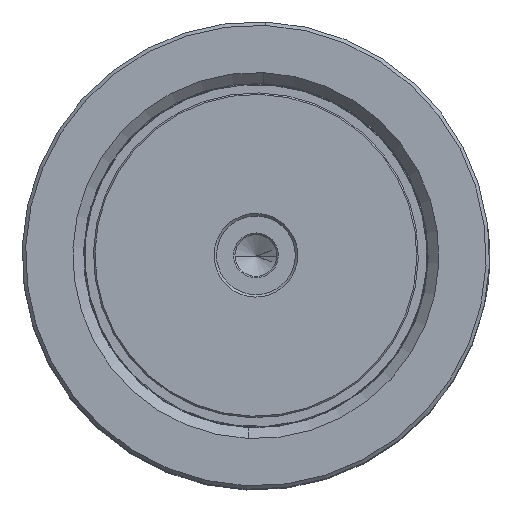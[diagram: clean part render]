
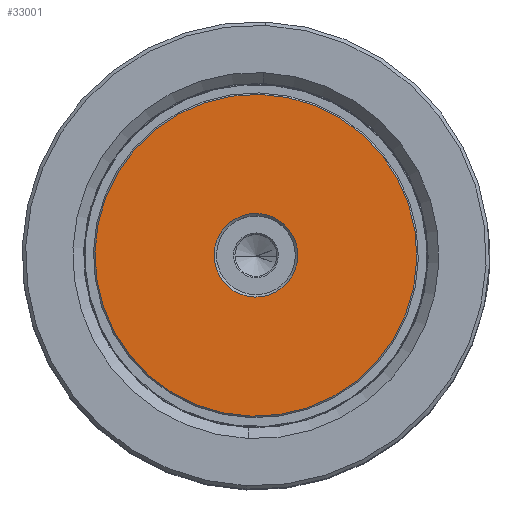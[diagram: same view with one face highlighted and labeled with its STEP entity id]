
A CAD part, top view. The second image highlights one B-rep face of the part: STEP entity #33001.
In plain terms, the highlighted face is planar.
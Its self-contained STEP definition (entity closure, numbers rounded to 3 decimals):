
#38 = EDGE_LOOP ( 'NONE', ( #23059, #28651 ) ) ;
#973 = AXIS2_PLACEMENT_3D ( 'NONE', #30961, #11500, #15412 ) ;
#2643 = AXIS2_PLACEMENT_3D ( 'NONE', #15125, #31012, #26904 ) ;
#3098 = AXIS2_PLACEMENT_3D ( 'NONE', #16425, #31298, #43804 ) ;
#3777 = CARTESIAN_POINT ( 'NONE',  ( 0., 0., 0. ) ) ;
#5590 = CARTESIAN_POINT ( 'NONE',  ( -8.5, 0., 0. ) ) ;
#5700 = VERTEX_POINT ( 'NONE', #5590 ) ;
#5757 = CIRCLE ( 'NONE', #46525, 8.5 ) ;
#9960 = CARTESIAN_POINT ( 'NONE',  ( 32.7, 0., 0. ) ) ;
#10331 = FACE_BOUND ( 'NONE', #38, .T. ) ;
#11500 = DIRECTION ( 'NONE',  ( 0., 0., -1. ) ) ;
#13597 = CIRCLE ( 'NONE', #23175, 8.5 ) ;
#13767 = CARTESIAN_POINT ( 'NONE',  ( -32.7, 0., 0. ) ) ;
#14896 = ORIENTED_EDGE ( 'NONE', *, *, #23728, .T. ) ;
#15125 = CARTESIAN_POINT ( 'NONE',  ( 0., 0., 0. ) ) ;
#15412 = DIRECTION ( 'NONE',  ( 1., 0., 0. ) ) ;
#16425 = CARTESIAN_POINT ( 'NONE',  ( 0., 0., 0. ) ) ;
#21750 = EDGE_CURVE ( 'NONE', #5700, #31519, #13597, .T. ) ;
#23059 = ORIENTED_EDGE ( 'NONE', *, *, #21750, .T. ) ;
#23175 = AXIS2_PLACEMENT_3D ( 'NONE', #33009, #28734, #29389 ) ;
#23595 = DIRECTION ( 'NONE',  ( 1., 0., 0. ) ) ;
#23617 = EDGE_CURVE ( 'NONE', #31519, #5700, #5757, .T. ) ;
#23728 = EDGE_CURVE ( 'NONE', #35379, #47069, #36301, .T. ) ;
#26904 = DIRECTION ( 'NONE',  ( 1., 0., 0. ) ) ;
#27187 = DIRECTION ( 'NONE',  ( 0., 0., 1. ) ) ;
#28651 = ORIENTED_EDGE ( 'NONE', *, *, #23617, .T. ) ;
#28734 = DIRECTION ( 'NONE',  ( 0., 0., 1. ) ) ;
#29389 = DIRECTION ( 'NONE',  ( 1., 0., 0. ) ) ;
#30961 = CARTESIAN_POINT ( 'NONE',  ( 0., 0., 0. ) ) ;
#31012 = DIRECTION ( 'NONE',  ( 0., 0., 1. ) ) ;
#31298 = DIRECTION ( 'NONE',  ( 0., 0., -1. ) ) ;
#31519 = VERTEX_POINT ( 'NONE', #32178 ) ;
#32178 = CARTESIAN_POINT ( 'NONE',  ( 8.5, 0., 0. ) ) ;
#33001 = ADVANCED_FACE ( 'NONE', ( #38475, #10331 ), #35114, .F. ) ;
#33009 = CARTESIAN_POINT ( 'NONE',  ( 0., 0., 0. ) ) ;
#33769 = ORIENTED_EDGE ( 'NONE', *, *, #40445, .T. ) ;
#35114 = PLANE ( 'NONE',  #2643 ) ;
#35379 = VERTEX_POINT ( 'NONE', #13767 ) ;
#36301 = CIRCLE ( 'NONE', #973, 32.7 ) ;
#38475 = FACE_OUTER_BOUND ( 'NONE', #47028, .T. ) ;
#40445 = EDGE_CURVE ( 'NONE', #47069, #35379, #48708, .T. ) ;
#43804 = DIRECTION ( 'NONE',  ( 1., 0., 0. ) ) ;
#46525 = AXIS2_PLACEMENT_3D ( 'NONE', #3777, #27187, #23595 ) ;
#47028 = EDGE_LOOP ( 'NONE', ( #33769, #14896 ) ) ;
#47069 = VERTEX_POINT ( 'NONE', #9960 ) ;
#48708 = CIRCLE ( 'NONE', #3098, 32.7 ) ;
